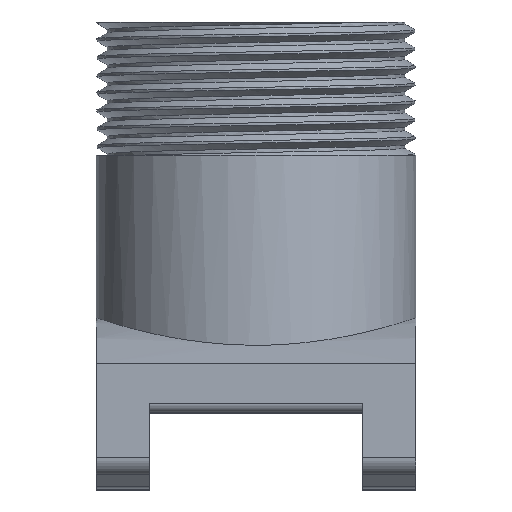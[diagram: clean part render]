
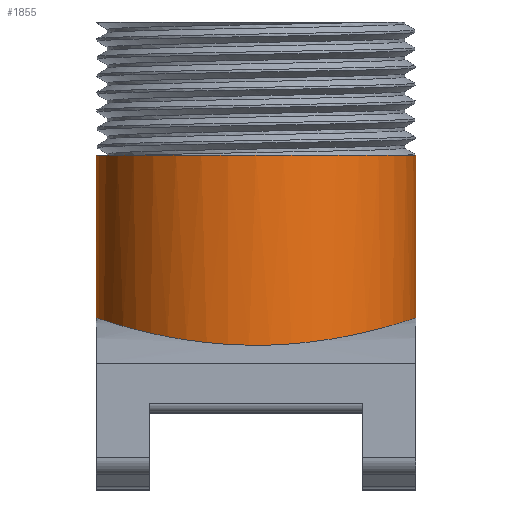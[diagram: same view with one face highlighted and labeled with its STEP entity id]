
A CAD part, top view. The second image highlights one B-rep face of the part: STEP entity #1855.
In plain terms, the highlighted cylindrical face has radius 18 mm (diameter 36 mm), a full revolution.
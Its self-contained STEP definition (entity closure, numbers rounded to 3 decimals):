
#186=FACE_OUTER_BOUND('',#306,.T.);
#306=EDGE_LOOP('',(#1695,#1696,#1697,#1698,#1699));
#343=CIRCLE('',#1960,18.);
#426=B_SPLINE_CURVE_WITH_KNOTS('',3,(#3467,#3468,#3469,#3470,#3471,#3472,
#3473,#3474,#3475,#3476,#3477,#3478,#3479,#3480,#3481,#3482,#3483,#3484,
#3485,#3486,#3487,#3488,#3489,#3490,#3491,#3492,#3493,#3494,#3495,#3496,
#3497,#3498,#3499,#3500,#3501,#3502,#3503),.UNSPECIFIED.,.F.,.F.,(4,3,2,
2,2,2,2,2,2,2,2,2,2,2,2,2,2,4),(2.735,2.735,3.077,
3.418,3.76,4.102,4.444,4.786,
5.128,5.47,5.812,6.154,6.496,
6.838,7.179,7.521,7.863,8.205),
 .UNSPECIFIED.);
#465=B_SPLINE_CURVE_WITH_KNOTS('',3,(#5734,#5735,#5736,#5737,#5738,#5739,
#5740,#5741,#5742,#5743,#5744,#5745,#5746,#5747,#5748,#5749,#5750,#5751,
#5752,#5753,#5754,#5755,#5756,#5757,#5758,#5759,#5760,#5761,#5762,#5763,
#5764,#5765,#5766,#5767,#5768,#5769,#5770,#5771,#5772,#5773,#5774,#5775,
#5776,#5777),.UNSPECIFIED.,.F.,.F.,(4,2,2,2,2,2,2,2,2,2,2,2,2,2,2,2,2,2,
2,2,2,4),(-2.969,-2.926,-2.877,-2.768,
-2.361,-1.761,-1.103,-0.604,
-0.393,-0.24,-0.163,-0.106,
-0.044,0.055,0.354,0.966,
1.643,2.165,2.473,2.581,2.672,
2.735),.UNSPECIFIED.);
#581=LINE('',#5779,#697);
#697=VECTOR('',#2551,18.);
#732=VERTEX_POINT('',#3463);
#734=VERTEX_POINT('',#3466);
#809=VERTEX_POINT('',#5254);
#923=EDGE_CURVE('',#732,#734,#426,.T.);
#1040=EDGE_CURVE('',#809,#809,#343,.T.);
#1148=EDGE_CURVE('',#734,#732,#465,.T.);
#1149=EDGE_CURVE('',#734,#809,#581,.T.);
#1695=ORIENTED_EDGE('',*,*,#923,.F.);
#1696=ORIENTED_EDGE('',*,*,#1148,.F.);
#1697=ORIENTED_EDGE('',*,*,#1149,.T.);
#1698=ORIENTED_EDGE('',*,*,#1040,.F.);
#1699=ORIENTED_EDGE('',*,*,#1149,.F.);
#1751=CYLINDRICAL_SURFACE('',#2057,18.);
#1855=ADVANCED_FACE('',(#186),#1751,.T.);
#1960=AXIS2_PLACEMENT_3D('',#5255,#2306,#2307);
#2057=AXIS2_PLACEMENT_3D('',#5778,#2549,#2550);
#2306=DIRECTION('center_axis',(0.,1.,0.));
#2307=DIRECTION('ref_axis',(0.,0.,1.));
#2549=DIRECTION('center_axis',(0.,-1.,0.));
#2550=DIRECTION('ref_axis',(1.,0.,0.));
#2551=DIRECTION('',(0.,1.,0.));
#3463=CARTESIAN_POINT('',(-20.129,54.,0.));
#3466=CARTESIAN_POINT('',(-56.129,54.,0.));
#3467=CARTESIAN_POINT('Ctrl Pts',(-20.129,54.,0.));
#3468=CARTESIAN_POINT('Ctrl Pts',(-20.129,54.,0.));
#3469=CARTESIAN_POINT('Ctrl Pts',(-20.129,54.,0.));
#3470=CARTESIAN_POINT('Ctrl Pts',(-20.129,54.,0.));
#3471=CARTESIAN_POINT('Ctrl Pts',(-20.129,54.,1.139));
#3472=CARTESIAN_POINT('Ctrl Pts',(-20.239,53.963,2.314));
#3473=CARTESIAN_POINT('Ctrl Pts',(-20.699,53.812,4.647));
#3474=CARTESIAN_POINT('Ctrl Pts',(-21.049,53.699,5.804));
#3475=CARTESIAN_POINT('Ctrl Pts',(-21.97,53.413,8.02));
#3476=CARTESIAN_POINT('Ctrl Pts',(-22.542,53.241,9.079));
#3477=CARTESIAN_POINT('Ctrl Pts',(-23.861,52.87,11.036));
#3478=CARTESIAN_POINT('Ctrl Pts',(-24.607,52.671,11.934));
#3479=CARTESIAN_POINT('Ctrl Pts',(-26.196,52.286,13.522));
#3480=CARTESIAN_POINT('Ctrl Pts',(-27.093,52.085,14.268));
#3481=CARTESIAN_POINT('Ctrl Pts',(-29.05,51.706,15.587));
#3482=CARTESIAN_POINT('Ctrl Pts',(-30.11,51.528,16.159));
#3483=CARTESIAN_POINT('Ctrl Pts',(-32.324,51.23,17.08));
#3484=CARTESIAN_POINT('Ctrl Pts',(-33.481,51.11,17.43));
#3485=CARTESIAN_POINT('Ctrl Pts',(-35.814,50.951,17.89));
#3486=CARTESIAN_POINT('Ctrl Pts',(-36.99,50.912,18.));
#3487=CARTESIAN_POINT('Ctrl Pts',(-39.269,50.912,18.));
#3488=CARTESIAN_POINT('Ctrl Pts',(-40.445,50.951,17.89));
#3489=CARTESIAN_POINT('Ctrl Pts',(-42.778,51.11,17.43));
#3490=CARTESIAN_POINT('Ctrl Pts',(-43.935,51.23,17.08));
#3491=CARTESIAN_POINT('Ctrl Pts',(-46.149,51.528,16.159));
#3492=CARTESIAN_POINT('Ctrl Pts',(-47.208,51.706,15.587));
#3493=CARTESIAN_POINT('Ctrl Pts',(-49.165,52.085,14.268));
#3494=CARTESIAN_POINT('Ctrl Pts',(-50.063,52.286,13.522));
#3495=CARTESIAN_POINT('Ctrl Pts',(-51.651,52.671,11.934));
#3496=CARTESIAN_POINT('Ctrl Pts',(-52.398,52.87,11.036));
#3497=CARTESIAN_POINT('Ctrl Pts',(-53.716,53.241,9.079));
#3498=CARTESIAN_POINT('Ctrl Pts',(-54.289,53.413,8.02));
#3499=CARTESIAN_POINT('Ctrl Pts',(-55.21,53.699,5.804));
#3500=CARTESIAN_POINT('Ctrl Pts',(-55.56,53.812,4.647));
#3501=CARTESIAN_POINT('Ctrl Pts',(-56.019,53.963,2.314));
#3502=CARTESIAN_POINT('Ctrl Pts',(-56.129,54.,1.139));
#3503=CARTESIAN_POINT('Ctrl Pts',(-56.129,54.,0.));
#5254=CARTESIAN_POINT('',(-56.129,72.315,0.));
#5255=CARTESIAN_POINT('Origin',(-38.129,72.315,0.));
#5734=CARTESIAN_POINT('Ctrl Pts',(-56.129,54.,0.));
#5735=CARTESIAN_POINT('Ctrl Pts',(-56.129,54.,-0.144));
#5736=CARTESIAN_POINT('Ctrl Pts',(-56.128,53.999,-0.287));
#5737=CARTESIAN_POINT('Ctrl Pts',(-56.12,53.997,-0.594));
#5738=CARTESIAN_POINT('Ctrl Pts',(-56.114,53.995,-0.758));
#5739=CARTESIAN_POINT('Ctrl Pts',(-56.087,53.986,-1.286));
#5740=CARTESIAN_POINT('Ctrl Pts',(-56.057,53.976,-1.649));
#5741=CARTESIAN_POINT('Ctrl Pts',(-55.865,53.912,-3.359));
#5742=CARTESIAN_POINT('Ctrl Pts',(-55.562,53.812,-4.681));
#5743=CARTESIAN_POINT('Ctrl Pts',(-54.459,53.463,-7.83));
#5744=CARTESIAN_POINT('Ctrl Pts',(-53.499,53.168,-9.575));
#5745=CARTESIAN_POINT('Ctrl Pts',(-50.943,52.484,-12.826));
#5746=CARTESIAN_POINT('Ctrl Pts',(-49.309,52.093,-14.273));
#5747=CARTESIAN_POINT('Ctrl Pts',(-46.048,51.505,-16.248));
#5748=CARTESIAN_POINT('Ctrl Pts',(-44.527,51.287,-16.906));
#5749=CARTESIAN_POINT('Ctrl Pts',(-42.254,51.074,-17.535));
#5750=CARTESIAN_POINT('Ctrl Pts',(-41.567,51.023,-17.683));
#5751=CARTESIAN_POINT('Ctrl Pts',(-40.37,50.958,-17.868));
#5752=CARTESIAN_POINT('Ctrl Pts',(-39.865,50.939,-17.924));
#5753=CARTESIAN_POINT('Ctrl Pts',(-39.102,50.92,-17.976));
#5754=CARTESIAN_POINT('Ctrl Pts',(-38.847,50.916,-17.988));
#5755=CARTESIAN_POINT('Ctrl Pts',(-38.398,50.912,-17.999));
#5756=CARTESIAN_POINT('Ctrl Pts',(-38.205,50.911,-18.001));
#5757=CARTESIAN_POINT('Ctrl Pts',(-37.806,50.912,-17.999));
#5758=CARTESIAN_POINT('Ctrl Pts',(-37.599,50.914,-17.994));
#5759=CARTESIAN_POINT('Ctrl Pts',(-37.065,50.922,-17.972));
#5760=CARTESIAN_POINT('Ctrl Pts',(-36.738,50.93,-17.95));
#5761=CARTESIAN_POINT('Ctrl Pts',(-35.42,50.974,-17.823));
#5762=CARTESIAN_POINT('Ctrl Pts',(-34.44,51.036,-17.646));
#5763=CARTESIAN_POINT('Ctrl Pts',(-31.517,51.302,-16.865));
#5764=CARTESIAN_POINT('Ctrl Pts',(-29.667,51.584,-16.014));
#5765=CARTESIAN_POINT('Ctrl Pts',(-26.16,52.269,-13.627));
#5766=CARTESIAN_POINT('Ctrl Pts',(-24.566,52.673,-12.042));
#5767=CARTESIAN_POINT('Ctrl Pts',(-22.328,53.299,-8.791));
#5768=CARTESIAN_POINT('Ctrl Pts',(-21.558,53.538,-7.239));
#5769=CARTESIAN_POINT('Ctrl Pts',(-20.703,53.811,-4.622));
#5770=CARTESIAN_POINT('Ctrl Pts',(-20.468,53.888,-3.624));
#5771=CARTESIAN_POINT('Ctrl Pts',(-20.267,53.954,-2.254));
#5772=CARTESIAN_POINT('Ctrl Pts',(-20.226,53.968,-1.898));
#5773=CARTESIAN_POINT('Ctrl Pts',(-20.169,53.987,-1.237));
#5774=CARTESIAN_POINT('Ctrl Pts',(-20.151,53.993,-0.934));
#5775=CARTESIAN_POINT('Ctrl Pts',(-20.133,53.999,-0.421));
#5776=CARTESIAN_POINT('Ctrl Pts',(-20.129,54.,-0.211));
#5777=CARTESIAN_POINT('Ctrl Pts',(-20.129,54.,0.));
#5778=CARTESIAN_POINT('Origin',(-38.129,54.,0.));
#5779=CARTESIAN_POINT('',(-56.129,54.,0.));
